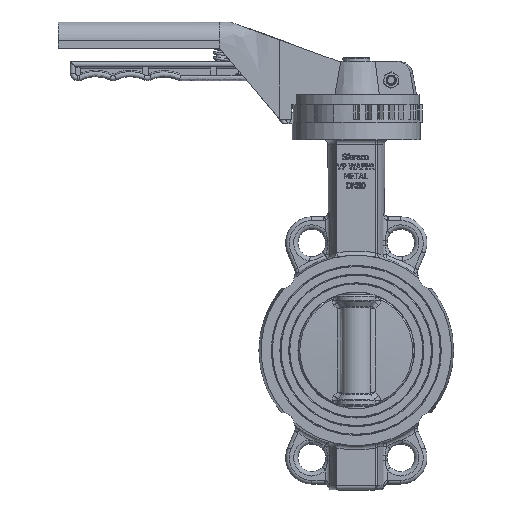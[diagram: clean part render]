
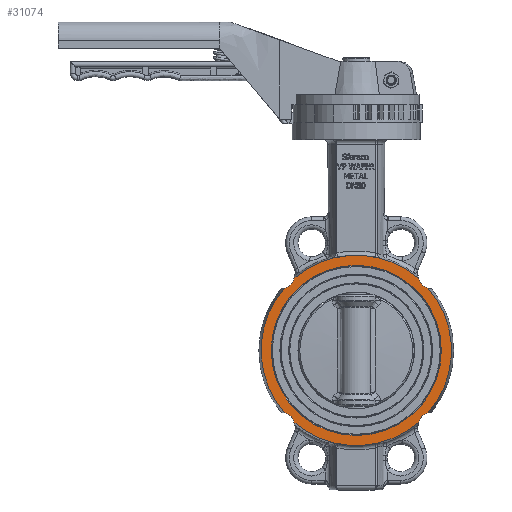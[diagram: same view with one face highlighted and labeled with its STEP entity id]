
A CAD part, top view. The second image highlights one B-rep face of the part: STEP entity #31074.
In plain terms, the highlighted planar face has unit normal (0, 0, 1).
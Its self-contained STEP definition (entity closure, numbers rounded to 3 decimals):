
#694=FACE_BOUND('',#5829,.T.);
#1738=PLANE('',#32740);
#2292=CIRCLE('',#32726,65.5);
#2297=CIRCLE('',#32732,65.5);
#2303=CIRCLE('',#32741,9.);
#2304=CIRCLE('',#32742,9.);
#2305=CIRCLE('',#32743,65.5);
#2306=CIRCLE('',#32744,9.);
#2307=CIRCLE('',#32745,65.5);
#2308=CIRCLE('',#32746,9.);
#2309=CIRCLE('',#32747,58.55);
#2310=CIRCLE('',#32748,58.55);
#4066=FACE_OUTER_BOUND('',#5828,.T.);
#5828=EDGE_LOOP('',(#21398,#21399,#21400,#21401,#21402,#21403,#21404,#21405));
#5829=EDGE_LOOP('',(#21406,#21407));
#12619=VERTEX_POINT('',#48321);
#12620=VERTEX_POINT('',#48322);
#12624=VERTEX_POINT('',#48345);
#12634=VERTEX_POINT('',#48628);
#12649=VERTEX_POINT('',#48951);
#12650=VERTEX_POINT('',#48953);
#12651=VERTEX_POINT('',#48955);
#12652=VERTEX_POINT('',#48957);
#12653=VERTEX_POINT('',#48960);
#12654=VERTEX_POINT('',#48961);
#15864=EDGE_CURVE('',#12619,#12620,#2292,.T.);
#15879=EDGE_CURVE('',#12624,#12634,#2297,.T.);
#15895=EDGE_CURVE('',#12634,#12619,#2303,.T.);
#15896=EDGE_CURVE('',#12649,#12620,#2304,.T.);
#15897=EDGE_CURVE('',#12649,#12650,#2305,.T.);
#15898=EDGE_CURVE('',#12650,#12651,#2306,.T.);
#15899=EDGE_CURVE('',#12651,#12652,#2307,.T.);
#15900=EDGE_CURVE('',#12624,#12652,#2308,.T.);
#15901=EDGE_CURVE('',#12653,#12654,#2309,.T.);
#15902=EDGE_CURVE('',#12654,#12653,#2310,.T.);
#21398=ORIENTED_EDGE('',*,*,#15879,.T.);
#21399=ORIENTED_EDGE('',*,*,#15895,.T.);
#21400=ORIENTED_EDGE('',*,*,#15864,.T.);
#21401=ORIENTED_EDGE('',*,*,#15896,.F.);
#21402=ORIENTED_EDGE('',*,*,#15897,.T.);
#21403=ORIENTED_EDGE('',*,*,#15898,.T.);
#21404=ORIENTED_EDGE('',*,*,#15899,.T.);
#21405=ORIENTED_EDGE('',*,*,#15900,.F.);
#21406=ORIENTED_EDGE('',*,*,#15901,.F.);
#21407=ORIENTED_EDGE('',*,*,#15902,.F.);
#31074=ADVANCED_FACE('',(#4066,#694),#1738,.T.);
#32726=AXIS2_PLACEMENT_3D('',#48323,#36587,#36588);
#32732=AXIS2_PLACEMENT_3D('',#48635,#36599,#36600);
#32740=AXIS2_PLACEMENT_3D('',#48949,#36615,#36616);
#32741=AXIS2_PLACEMENT_3D('',#48950,#36617,#36618);
#32742=AXIS2_PLACEMENT_3D('',#48952,#36619,#36620);
#32743=AXIS2_PLACEMENT_3D('',#48954,#36621,#36622);
#32744=AXIS2_PLACEMENT_3D('',#48956,#36623,#36624);
#32745=AXIS2_PLACEMENT_3D('',#48958,#36625,#36626);
#32746=AXIS2_PLACEMENT_3D('',#48959,#36627,#36628);
#32747=AXIS2_PLACEMENT_3D('',#48962,#36629,#36630);
#32748=AXIS2_PLACEMENT_3D('',#48963,#36631,#36632);
#36587=DIRECTION('center_axis',(0.,0.,1.));
#36588=DIRECTION('ref_axis',(1.,0.,0.));
#36599=DIRECTION('center_axis',(0.,0.,1.));
#36600=DIRECTION('ref_axis',(1.,0.,0.));
#36615=DIRECTION('center_axis',(0.,0.,1.));
#36616=DIRECTION('ref_axis',(1.,0.,0.));
#36617=DIRECTION('center_axis',(0.,0.,-1.));
#36618=DIRECTION('ref_axis',(1.,0.,0.));
#36619=DIRECTION('center_axis',(0.,0.,1.));
#36620=DIRECTION('ref_axis',(1.,0.,0.));
#36621=DIRECTION('center_axis',(0.,0.,1.));
#36622=DIRECTION('ref_axis',(1.,0.,0.));
#36623=DIRECTION('center_axis',(0.,0.,-1.));
#36624=DIRECTION('ref_axis',(1.,0.,0.));
#36625=DIRECTION('center_axis',(0.,0.,1.));
#36626=DIRECTION('ref_axis',(1.,0.,0.));
#36627=DIRECTION('center_axis',(0.,0.,1.));
#36628=DIRECTION('ref_axis',(1.,0.,0.));
#36629=DIRECTION('center_axis',(0.,0.,1.));
#36630=DIRECTION('ref_axis',(1.,0.,0.));
#36631=DIRECTION('center_axis',(0.,0.,1.));
#36632=DIRECTION('ref_axis',(1.,0.,0.));
#48321=CARTESIAN_POINT('',(44.148,-76.342,276.253));
#48322=CARTESIAN_POINT('',(44.148,9.389,276.253));
#48323=CARTESIAN_POINT('Origin',(-5.378,-33.476,276.253));
#48345=CARTESIAN_POINT('',(-48.243,-83.002,276.253));
#48628=CARTESIAN_POINT('',(37.488,-83.002,276.253));
#48635=CARTESIAN_POINT('Origin',(-5.378,-33.476,276.253));
#48949=CARTESIAN_POINT('Origin',(-5.378,-92.026,276.253));
#48950=CARTESIAN_POINT('Origin',(46.241,-85.095,276.253));
#48951=CARTESIAN_POINT('',(37.488,16.05,276.253));
#48952=CARTESIAN_POINT('Origin',(46.241,18.143,276.253));
#48953=CARTESIAN_POINT('',(-48.243,16.05,276.253));
#48954=CARTESIAN_POINT('Origin',(-5.378,-33.476,276.253));
#48955=CARTESIAN_POINT('',(-54.903,9.389,276.253));
#48956=CARTESIAN_POINT('Origin',(-56.997,18.143,276.253));
#48957=CARTESIAN_POINT('',(-54.903,-76.342,276.253));
#48958=CARTESIAN_POINT('Origin',(-5.378,-33.476,276.253));
#48959=CARTESIAN_POINT('Origin',(-56.997,-85.095,276.253));
#48960=CARTESIAN_POINT('',(53.172,-33.476,276.253));
#48961=CARTESIAN_POINT('',(-63.928,-33.476,276.253));
#48962=CARTESIAN_POINT('Origin',(-5.378,-33.476,276.253));
#48963=CARTESIAN_POINT('Origin',(-5.378,-33.476,276.253));
